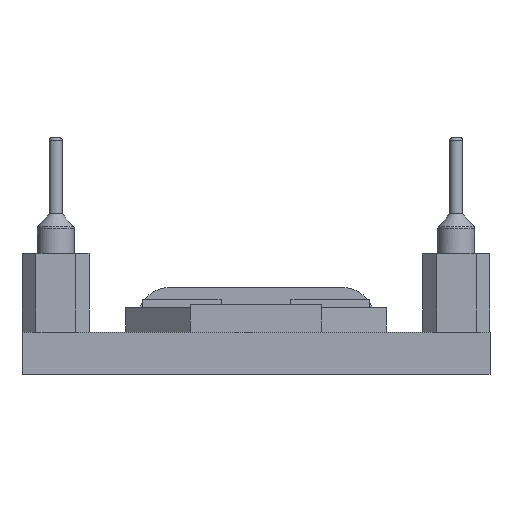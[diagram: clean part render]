
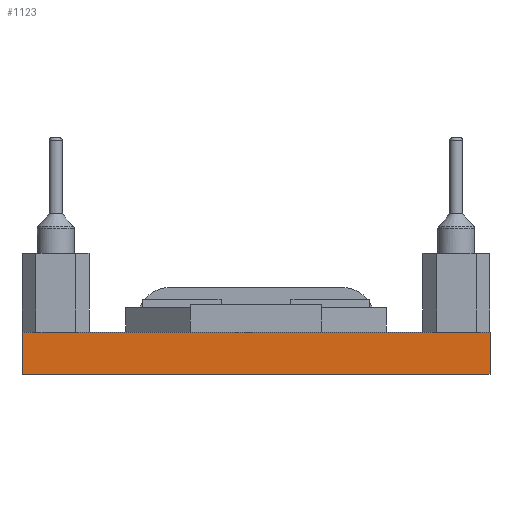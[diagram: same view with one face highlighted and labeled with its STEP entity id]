
A CAD part, front view. The second image highlights one B-rep face of the part: STEP entity #1123.
In plain terms, the highlighted planar face has unit normal (0, -1, 0).
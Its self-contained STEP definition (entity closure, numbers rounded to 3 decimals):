
#1097 = VERTEX_POINT('',#1098);
#1098 = CARTESIAN_POINT('',(8.9,-16.5,0.));
#1106 = VERTEX_POINT('',#1107);
#1107 = CARTESIAN_POINT('',(8.9,-16.5,1.6));
#1113 = EDGE_CURVE('',#1097,#1106,#1114,.T.);
#1114 = LINE('',#1115,#1116);
#1115 = CARTESIAN_POINT('',(8.9,-16.5,0.));
#1116 = VECTOR('',#1117,1.);
#1117 = DIRECTION('',(0.,0.,1.));
#1123 = ADVANCED_FACE('',(#1124),#1149,.T.);
#1124 = FACE_BOUND('',#1125,.T.);
#1125 = EDGE_LOOP('',(#1126,#1134,#1135,#1143));
#1126 = ORIENTED_EDGE('',*,*,#1127,.F.);
#1127 = EDGE_CURVE('',#1097,#1128,#1130,.T.);
#1128 = VERTEX_POINT('',#1129);
#1129 = CARTESIAN_POINT('',(-8.9,-16.5,0.));
#1130 = LINE('',#1131,#1132);
#1131 = CARTESIAN_POINT('',(8.9,-16.5,0.));
#1132 = VECTOR('',#1133,1.);
#1133 = DIRECTION('',(-1.,0.,0.));
#1134 = ORIENTED_EDGE('',*,*,#1113,.T.);
#1135 = ORIENTED_EDGE('',*,*,#1136,.F.);
#1136 = EDGE_CURVE('',#1137,#1106,#1139,.T.);
#1137 = VERTEX_POINT('',#1138);
#1138 = CARTESIAN_POINT('',(-8.9,-16.5,1.6));
#1139 = LINE('',#1140,#1141);
#1140 = CARTESIAN_POINT('',(8.9,-16.5,1.6));
#1141 = VECTOR('',#1142,1.);
#1142 = DIRECTION('',(1.,0.,0.));
#1143 = ORIENTED_EDGE('',*,*,#1144,.F.);
#1144 = EDGE_CURVE('',#1128,#1137,#1145,.T.);
#1145 = LINE('',#1146,#1147);
#1146 = CARTESIAN_POINT('',(-8.9,-16.5,0.));
#1147 = VECTOR('',#1148,1.);
#1148 = DIRECTION('',(0.,0.,1.));
#1149 = PLANE('',#1150);
#1150 = AXIS2_PLACEMENT_3D('',#1151,#1152,#1153);
#1151 = CARTESIAN_POINT('',(-8.9,-16.5,0.));
#1152 = DIRECTION('',(0.,-1.,0.));
#1153 = DIRECTION('',(1.,0.,0.));
